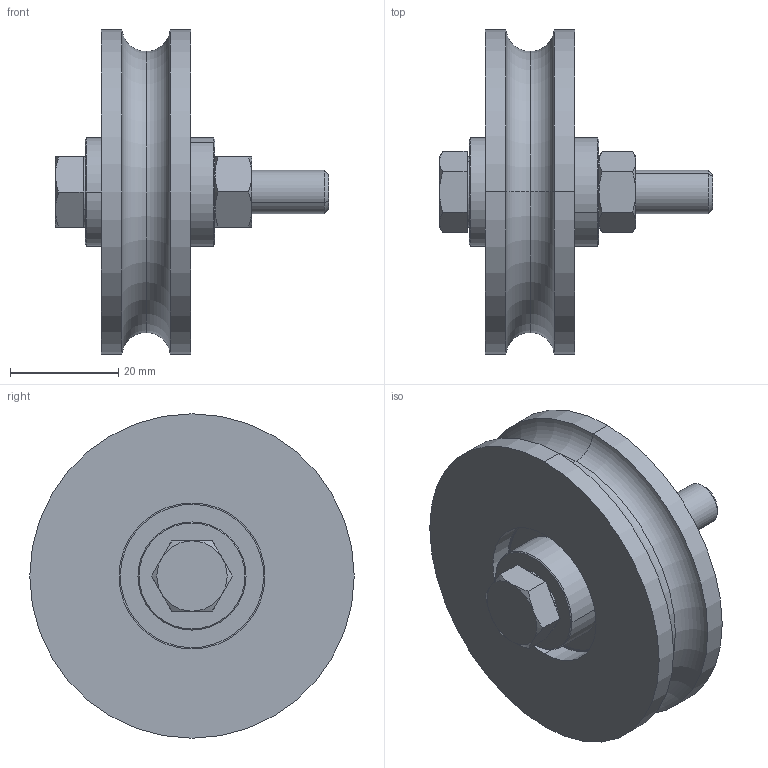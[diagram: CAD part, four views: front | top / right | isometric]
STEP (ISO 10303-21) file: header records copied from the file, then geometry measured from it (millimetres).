
FILE_DESCRIPTION (( 'STEP AP214' ), '1' );
FILE_NAME ('0044324_CF-310-60_(A-01).step', '2019-11-22T11:12:54', ( '' ), ( '' ), 'SwSTEP 2.0', 'SolidWorks 2018', '' );
FILE_SCHEMA (( 'AUTOMOTIVE_DESIGN' ));
Length unit declared in the file: millimetre
Products named in the file (1): 0044324_CF-310-60_(A-01)
Bounding box: 50.5 x 60 x 60 mm (x, y, z)
Volume: 42442.5 mm3; surface area: 20756.7 mm2
Topology: 10 solids, 10 shells, 161 faces, 328 edges, 190 vertices
Faces by surface type: cylinder 50, cone 44, plane 41, torus 24, bspline 2
Entity records: 6357 total; most frequent: CARTESIAN_POINT 995, DIRECTION 800, ORIENTED_EDGE 656, AXIS2_PLACEMENT_3D 350, EDGE_CURVE 328, CIRCLE 190, VERTEX_POINT 190, EDGE_LOOP 182
